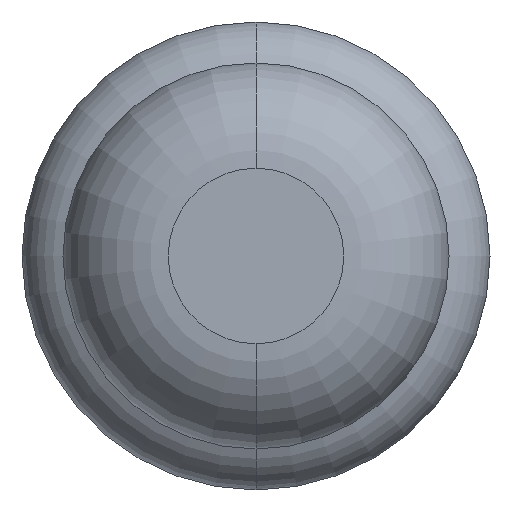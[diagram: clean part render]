
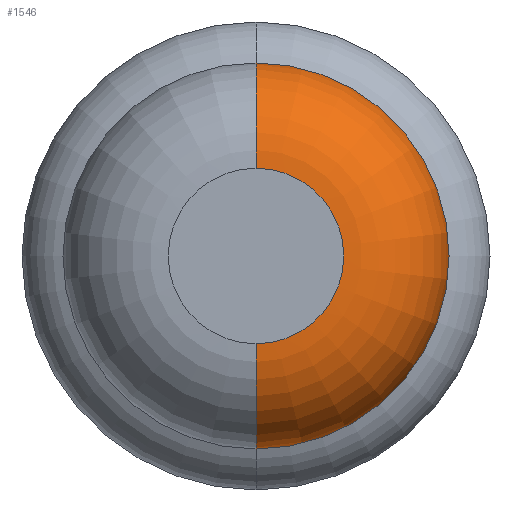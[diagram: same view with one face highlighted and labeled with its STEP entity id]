
A CAD part, front view. The second image highlights one B-rep face of the part: STEP entity #1546.
In plain terms, the highlighted toroidal (fillet/blend) face has major radius 0.375 mm and minor radius 0.45 mm.
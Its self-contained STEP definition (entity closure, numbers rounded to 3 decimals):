
#46 = CIRCLE ( 'NONE', #1995, 0.375 ) ;
#147 = DIRECTION ( 'NONE',  ( 0., 0., 1. ) ) ;
#177 = EDGE_LOOP ( 'NONE', ( #3975, #2544, #2304, #899 ) ) ;
#547 = AXIS2_PLACEMENT_3D ( 'NONE', #3260, #3222, #1200 ) ;
#732 = CARTESIAN_POINT ( 'NONE',  ( 0., -26.95, 0. ) ) ;
#764 = DIRECTION ( 'NONE',  ( 0., 1., 0. ) ) ;
#830 = CARTESIAN_POINT ( 'NONE',  ( 0., -27.4, -0.375 ) ) ;
#899 = ORIENTED_EDGE ( 'NONE', *, *, #3703, .F. ) ;
#1107 = EDGE_CURVE ( 'Defeature ausgef�hrt1_8+Defeature ausgef�hrt1_7+Defeature ausgef�hrt1_7+Defeature ausgef�hrt1_7', #2295, #2448, #46, .T. ) ;
#1116 = DIRECTION ( 'NONE',  ( 0., 0., 1. ) ) ;
#1117 = DIRECTION ( 'NONE',  ( 0., 0., 1. ) ) ;
#1193 = TOROIDAL_SURFACE ( 'NONE', #547, 0.375, 0.45 ) ;
#1200 = DIRECTION ( 'NONE',  ( 0., 0., 1. ) ) ;
#1214 = AXIS2_PLACEMENT_3D ( 'NONE', #1922, #1576, #147 ) ;
#1376 = CARTESIAN_POINT ( 'NONE',  ( 0., -26.95, -0.825 ) ) ;
#1473 = DIRECTION ( 'NONE',  ( 0., 0., -1. ) ) ;
#1546 = ADVANCED_FACE ( 'Defeature ausgef�hrt1_8', ( #3634 ), #1193, .T. ) ;
#1576 = DIRECTION ( 'NONE',  ( -1., 0., 0. ) ) ;
#1863 = CARTESIAN_POINT ( 'NONE',  ( 0., -26.95, -0.375 ) ) ;
#1920 = AXIS2_PLACEMENT_3D ( 'NONE', #732, #764, #1117 ) ;
#1922 = CARTESIAN_POINT ( 'NONE',  ( 0., -26.95, 0.375 ) ) ;
#1935 = CARTESIAN_POINT ( 'NONE',  ( 0., -26.95, 0.825 ) ) ;
#1946 = CIRCLE ( 'NONE', #1920, 0.825 ) ;
#1995 = AXIS2_PLACEMENT_3D ( 'NONE', #2493, #3493, #1116 ) ;
#2086 = VERTEX_POINT ( 'NONE', #1935 ) ;
#2155 = CARTESIAN_POINT ( 'NONE',  ( 0., -27.4, 0.375 ) ) ;
#2295 = VERTEX_POINT ( 'NONE', #2155 ) ;
#2304 = ORIENTED_EDGE ( 'NONE', *, *, #4055, .F. ) ;
#2448 = VERTEX_POINT ( 'NONE', #830 ) ;
#2493 = CARTESIAN_POINT ( 'NONE',  ( 0., -27.4, 0. ) ) ;
#2544 = ORIENTED_EDGE ( 'NONE', *, *, #3267, .T. ) ;
#3097 = VERTEX_POINT ( 'NONE', #1376 ) ;
#3222 = DIRECTION ( 'NONE',  ( 0., 1., 0. ) ) ;
#3260 = CARTESIAN_POINT ( 'NONE',  ( 0., -26.95, 0. ) ) ;
#3267 = EDGE_CURVE ( 'NONE', #2448, #3097, #3958, .T. ) ;
#3493 = DIRECTION ( 'NONE',  ( 0., 1., 0. ) ) ;
#3555 = DIRECTION ( 'NONE',  ( 1., 0., 0. ) ) ;
#3634 = FACE_OUTER_BOUND ( 'NONE', #177, .T. ) ;
#3703 = EDGE_CURVE ( 'NONE', #2295, #2086, #3726, .T. ) ;
#3726 = CIRCLE ( 'NONE', #1214, 0.45 ) ;
#3958 = CIRCLE ( 'NONE', #4251, 0.45 ) ;
#3975 = ORIENTED_EDGE ( 'NONE', *, *, #1107, .T. ) ;
#4055 = EDGE_CURVE ( 'Defeature ausgef�hrt1_9+Defeature ausgef�hrt1_8+Defeature ausgef�hrt1_8+Defeature ausgef�hrt1_8', #2086, #3097, #1946, .T. ) ;
#4251 = AXIS2_PLACEMENT_3D ( 'NONE', #1863, #3555, #1473 ) ;
